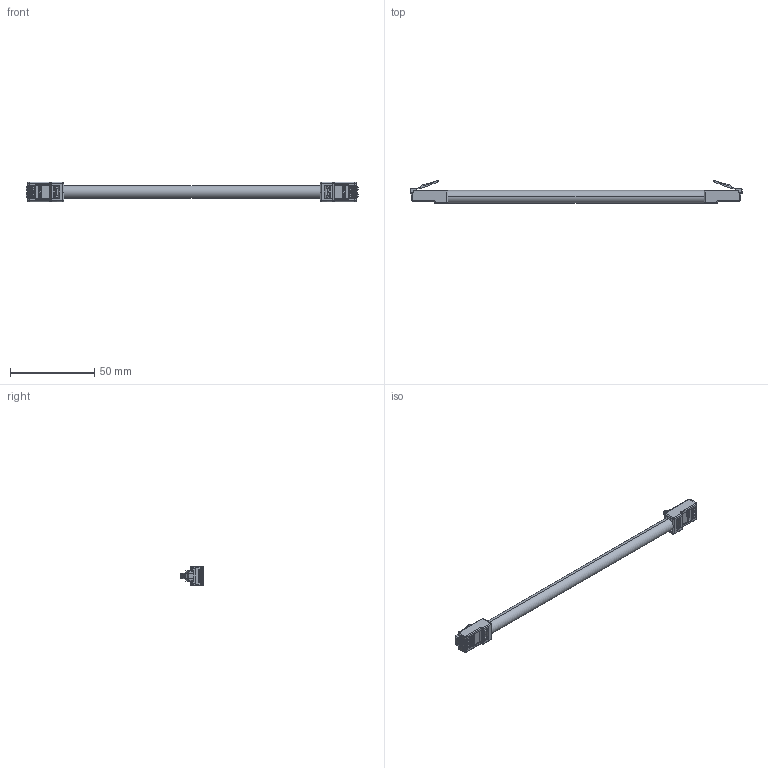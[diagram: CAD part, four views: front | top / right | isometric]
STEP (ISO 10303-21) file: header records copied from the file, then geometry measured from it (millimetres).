
FILE_DESCRIPTION (( 'STEP AP214' ), '1' );
FILE_NAME ('TRD695AOD.STEP', '2018-11-14T20:41:24', ( '' ), ( '' ), 'SwSTEP 2.0', 'SolidWorks 2017', '' );
FILE_SCHEMA (( 'AUTOMOTIVE_DESIGN' ));
Length unit declared in the file: inch
Products named in the file (7): 1AL04-106; 3AB02-013-MA2; 1AD01-027-MA3; 1AD01-027-MA1; TRD695AOD; 1AD01-027-MA2; 1AD01-027
Assembly tree (14 placements, depth 3):
  TRD695AOD
    1AL04-106
    1AD01-027  x2
      3AB02-013-MA2
      1AD01-027-MA3
      1AD01-027-MA1
      1AD01-027-MA2
Bounding box: 197.36 x 13.96 x 11.68 mm (x, y, z)
Volume: 9105.1 mm3; surface area: 8739.3 mm2
Topology: 23 solids, 23 shells, 2024 faces, 5494 edges, 3474 vertices
Faces by surface type: plane 1256, cylinder 540, torus 116, bspline 60, sphere 52
Entity records: 28122 total; most frequent: CARTESIAN_POINT 6890, ORIENTED_EDGE 4452, DIRECTION 4151, EDGE_CURVE 2226, VECTOR 1589, LINE 1589, VERTEX_POINT 1403, AXIS2_PLACEMENT_3D 1281
